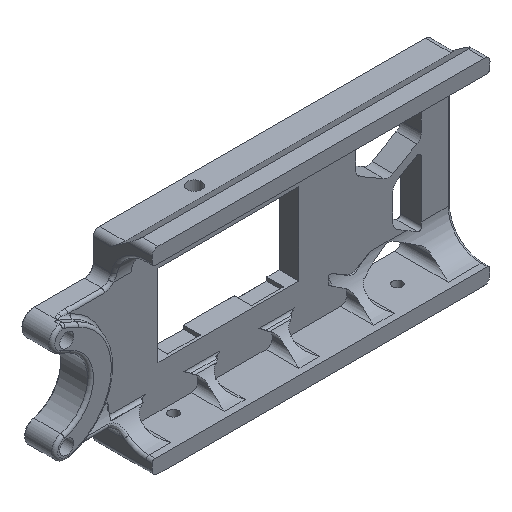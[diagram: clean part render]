
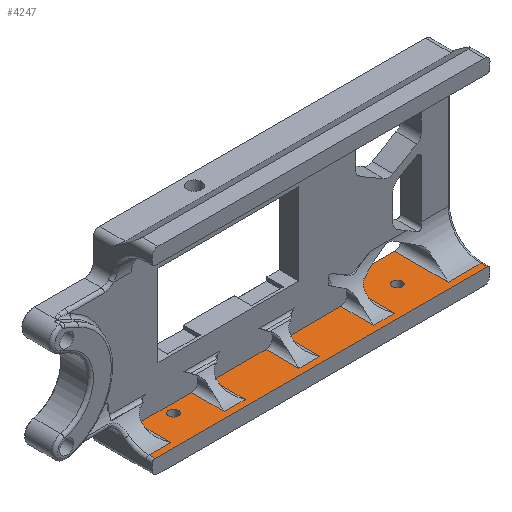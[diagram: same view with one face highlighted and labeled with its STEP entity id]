
A CAD part, isometric view. The second image highlights one B-rep face of the part: STEP entity #4247.
In plain terms, the highlighted planar face has unit normal (0, 0, 1).
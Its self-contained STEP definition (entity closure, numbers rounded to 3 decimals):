
#242=FACE_BOUND('',#707,.T.);
#243=FACE_BOUND('',#708,.T.);
#282=CIRCLE('',#4545,1.6);
#283=CIRCLE('',#4546,1.6);
#460=FACE_OUTER_BOUND('',#706,.T.);
#706=EDGE_LOOP('',(#3051,#3052,#3053,#3054,#3055,#3056,#3057,#3058,#3059,
#3060,#3061,#3062,#3063,#3064,#3065,#3066,#3067,#3068,#3069,#3070));
#707=EDGE_LOOP('',(#3071));
#708=EDGE_LOOP('',(#3072));
#998=LINE('',#6379,#1388);
#1036=LINE('',#6499,#1426);
#1037=LINE('',#6504,#1427);
#1041=LINE('',#6582,#1431);
#1042=LINE('',#6621,#1432);
#1043=LINE('',#6623,#1433);
#1044=LINE('',#6625,#1434);
#1045=LINE('',#6627,#1435);
#1046=LINE('',#6629,#1436);
#1047=LINE('',#6631,#1437);
#1048=LINE('',#6633,#1438);
#1049=LINE('',#6635,#1439);
#1050=LINE('',#6637,#1440);
#1051=LINE('',#6639,#1441);
#1052=LINE('',#6641,#1442);
#1053=LINE('',#6643,#1443);
#1054=LINE('',#6645,#1444);
#1055=LINE('',#6647,#1445);
#1056=LINE('',#6649,#1446);
#1057=LINE('',#6650,#1447);
#1388=VECTOR('',#5075,10.);
#1426=VECTOR('',#5171,10.);
#1427=VECTOR('',#5178,10.);
#1431=VECTOR('',#5196,10.);
#1432=VECTOR('',#5203,10.);
#1433=VECTOR('',#5204,10.);
#1434=VECTOR('',#5205,10.);
#1435=VECTOR('',#5206,10.);
#1436=VECTOR('',#5207,10.);
#1437=VECTOR('',#5208,10.);
#1438=VECTOR('',#5209,10.);
#1439=VECTOR('',#5210,10.);
#1440=VECTOR('',#5211,10.);
#1441=VECTOR('',#5212,10.);
#1442=VECTOR('',#5213,10.);
#1443=VECTOR('',#5214,10.);
#1444=VECTOR('',#5215,10.);
#1445=VECTOR('',#5216,10.);
#1446=VECTOR('',#5217,10.);
#1447=VECTOR('',#5218,10.);
#1757=VERTEX_POINT('',#6361);
#1765=VERTEX_POINT('',#6377);
#1801=VERTEX_POINT('',#6490);
#1803=VERTEX_POINT('',#6503);
#1818=VERTEX_POINT('',#6570);
#1819=VERTEX_POINT('',#6581);
#1824=VERTEX_POINT('',#6622);
#1825=VERTEX_POINT('',#6624);
#1826=VERTEX_POINT('',#6626);
#1827=VERTEX_POINT('',#6628);
#1828=VERTEX_POINT('',#6630);
#1829=VERTEX_POINT('',#6632);
#1830=VERTEX_POINT('',#6634);
#1831=VERTEX_POINT('',#6636);
#1832=VERTEX_POINT('',#6638);
#1833=VERTEX_POINT('',#6640);
#1834=VERTEX_POINT('',#6642);
#1835=VERTEX_POINT('',#6644);
#1836=VERTEX_POINT('',#6646);
#1837=VERTEX_POINT('',#6648);
#1838=VERTEX_POINT('',#6651);
#1839=VERTEX_POINT('',#6653);
#2210=EDGE_CURVE('',#1757,#1765,#998,.T.);
#2263=EDGE_CURVE('',#1757,#1801,#1036,.T.);
#2265=EDGE_CURVE('',#1803,#1801,#1037,.T.);
#2281=EDGE_CURVE('',#1818,#1819,#1041,.T.);
#2287=EDGE_CURVE('',#1765,#1819,#1042,.T.);
#2288=EDGE_CURVE('',#1824,#1818,#1043,.T.);
#2289=EDGE_CURVE('',#1824,#1825,#1044,.T.);
#2290=EDGE_CURVE('',#1825,#1826,#1045,.T.);
#2291=EDGE_CURVE('',#1827,#1826,#1046,.T.);
#2292=EDGE_CURVE('',#1828,#1827,#1047,.T.);
#2293=EDGE_CURVE('',#1828,#1829,#1048,.T.);
#2294=EDGE_CURVE('',#1829,#1830,#1049,.T.);
#2295=EDGE_CURVE('',#1830,#1831,#1050,.T.);
#2296=EDGE_CURVE('',#1831,#1832,#1051,.T.);
#2297=EDGE_CURVE('',#1832,#1833,#1052,.T.);
#2298=EDGE_CURVE('',#1833,#1834,#1053,.T.);
#2299=EDGE_CURVE('',#1834,#1835,#1054,.T.);
#2300=EDGE_CURVE('',#1835,#1836,#1055,.T.);
#2301=EDGE_CURVE('',#1836,#1837,#1056,.T.);
#2302=EDGE_CURVE('',#1803,#1837,#1057,.T.);
#2303=EDGE_CURVE('',#1838,#1838,#282,.T.);
#2304=EDGE_CURVE('',#1839,#1839,#283,.T.);
#3051=ORIENTED_EDGE('',*,*,#2263,.F.);
#3052=ORIENTED_EDGE('',*,*,#2210,.T.);
#3053=ORIENTED_EDGE('',*,*,#2287,.T.);
#3054=ORIENTED_EDGE('',*,*,#2281,.F.);
#3055=ORIENTED_EDGE('',*,*,#2288,.F.);
#3056=ORIENTED_EDGE('',*,*,#2289,.T.);
#3057=ORIENTED_EDGE('',*,*,#2290,.T.);
#3058=ORIENTED_EDGE('',*,*,#2291,.F.);
#3059=ORIENTED_EDGE('',*,*,#2292,.F.);
#3060=ORIENTED_EDGE('',*,*,#2293,.T.);
#3061=ORIENTED_EDGE('',*,*,#2294,.T.);
#3062=ORIENTED_EDGE('',*,*,#2295,.T.);
#3063=ORIENTED_EDGE('',*,*,#2296,.T.);
#3064=ORIENTED_EDGE('',*,*,#2297,.T.);
#3065=ORIENTED_EDGE('',*,*,#2298,.T.);
#3066=ORIENTED_EDGE('',*,*,#2299,.T.);
#3067=ORIENTED_EDGE('',*,*,#2300,.T.);
#3068=ORIENTED_EDGE('',*,*,#2301,.T.);
#3069=ORIENTED_EDGE('',*,*,#2302,.F.);
#3070=ORIENTED_EDGE('',*,*,#2265,.T.);
#3071=ORIENTED_EDGE('',*,*,#2303,.F.);
#3072=ORIENTED_EDGE('',*,*,#2304,.F.);
#4121=PLANE('',#4544);
#4247=ADVANCED_FACE('',(#460,#242,#243),#4121,.T.);
#4544=AXIS2_PLACEMENT_3D('',#6620,#5201,#5202);
#4545=AXIS2_PLACEMENT_3D('',#6652,#5219,#5220);
#4546=AXIS2_PLACEMENT_3D('',#6654,#5221,#5222);
#5075=DIRECTION('',(-1.,0.,0.));
#5171=DIRECTION('',(0.,-1.,0.));
#5178=DIRECTION('',(-1.,0.,0.));
#5196=DIRECTION('',(1.,0.,0.));
#5201=DIRECTION('center_axis',(0.,0.,
1.));
#5202=DIRECTION('ref_axis',(0.,1.,0.));
#5203=DIRECTION('',(0.,-1.,0.));
#5204=DIRECTION('',(0.,-1.,0.));
#5205=DIRECTION('',(-1.,0.,0.));
#5206=DIRECTION('',(0.,-1.,0.));
#5207=DIRECTION('',(1.,0.,0.));
#5208=DIRECTION('',(0.,-1.,0.));
#5209=DIRECTION('',(-1.,0.,0.));
#5210=DIRECTION('',(0.,-1.,0.));
#5211=DIRECTION('',(-1.,0.,0.));
#5212=DIRECTION('',(0.,1.,0.));
#5213=DIRECTION('',(-1.,0.,0.));
#5214=DIRECTION('',(0.,-1.,0.));
#5215=DIRECTION('',(-1.,0.,0.));
#5216=DIRECTION('',(0.,-1.,0.));
#5217=DIRECTION('',(1.,0.,0.));
#5218=DIRECTION('',(0.,-1.,0.));
#5219=DIRECTION('center_axis',(0.,0.,
1.));
#5220=DIRECTION('ref_axis',(-1.,0.,0.));
#5221=DIRECTION('center_axis',(0.,0.,
1.));
#5222=DIRECTION('ref_axis',(-1.,0.,0.));
#6361=CARTESIAN_POINT('',(114.,-18.,63.096));
#6377=CARTESIAN_POINT('',(96.,-18.,63.096));
#6379=CARTESIAN_POINT('',(95.75,-18.,63.096));
#6490=CARTESIAN_POINT('',(114.,-36.,63.096));
#6499=CARTESIAN_POINT('',(114.,-29.5,63.096));
#6503=CARTESIAN_POINT('',(125.,-36.,63.096));
#6504=CARTESIAN_POINT('',(172.5,-36.,63.096));
#6570=CARTESIAN_POINT('',(89.,-36.,63.096));
#6581=CARTESIAN_POINT('',(96.,-36.,63.096));
#6582=CARTESIAN_POINT('',(12.5,-36.,63.096));
#6620=CARTESIAN_POINT('Origin',(122.5,-41.,63.096));
#6621=CARTESIAN_POINT('',(96.,-29.5,63.096));
#6622=CARTESIAN_POINT('',(89.,-25.,63.096));
#6623=CARTESIAN_POINT('',(89.,-29.5,63.096));
#6624=CARTESIAN_POINT('',(71.,-25.,63.096));
#6625=CARTESIAN_POINT('',(88.576,-25.,63.096));
#6626=CARTESIAN_POINT('',(71.,-36.,63.096));
#6627=CARTESIAN_POINT('',(71.,-29.5,63.096));
#6628=CARTESIAN_POINT('',(64.,-36.,63.096));
#6629=CARTESIAN_POINT('',(-12.5,-36.,63.096));
#6630=CARTESIAN_POINT('',(64.,-25.,63.096));
#6631=CARTESIAN_POINT('',(64.,-29.5,63.096));
#6632=CARTESIAN_POINT('',(46.,-25.,63.096));
#6633=CARTESIAN_POINT('',(88.576,-25.,63.096));
#6634=CARTESIAN_POINT('',(46.,-36.,63.096));
#6635=CARTESIAN_POINT('',(46.,-29.5,63.096));
#6636=CARTESIAN_POINT('',(39.,-36.,63.096));
#6637=CARTESIAN_POINT('',(122.5,-36.,63.096));
#6638=CARTESIAN_POINT('',(39.,-25.,63.096));
#6639=CARTESIAN_POINT('',(39.,-29.5,63.096));
#6640=CARTESIAN_POINT('',(21.,-25.,63.096));
#6641=CARTESIAN_POINT('',(88.576,-25.,63.096));
#6642=CARTESIAN_POINT('',(21.,-36.,63.096));
#6643=CARTESIAN_POINT('',(21.,-29.5,63.096));
#6644=CARTESIAN_POINT('',(13.8,-36.,63.096));
#6645=CARTESIAN_POINT('',(122.5,-36.,63.096));
#6646=CARTESIAN_POINT('',(13.8,-38.,63.096));
#6647=CARTESIAN_POINT('',(13.8,-29.5,63.096));
#6648=CARTESIAN_POINT('',(125.,-38.,63.096));
#6649=CARTESIAN_POINT('',(74.75,-38.,63.096));
#6650=CARTESIAN_POINT('',(125.,-39.5,63.096));
#6651=CARTESIAN_POINT('',(31.6,-28.,63.096));
#6652=CARTESIAN_POINT('Origin',(30.,-28.,63.096));
#6653=CARTESIAN_POINT('',(106.6,-28.,63.096));
#6654=CARTESIAN_POINT('Origin',(105.,-28.,63.096));
